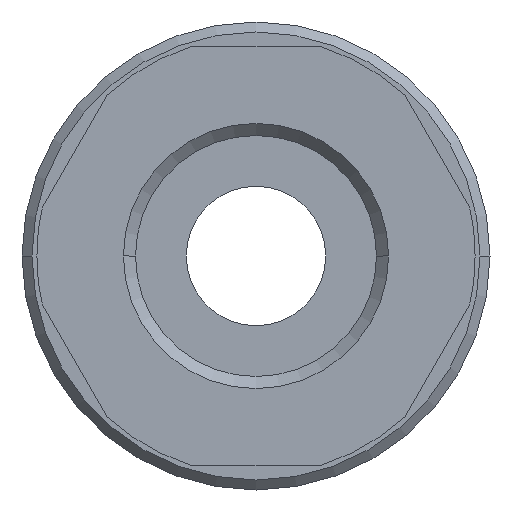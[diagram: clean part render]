
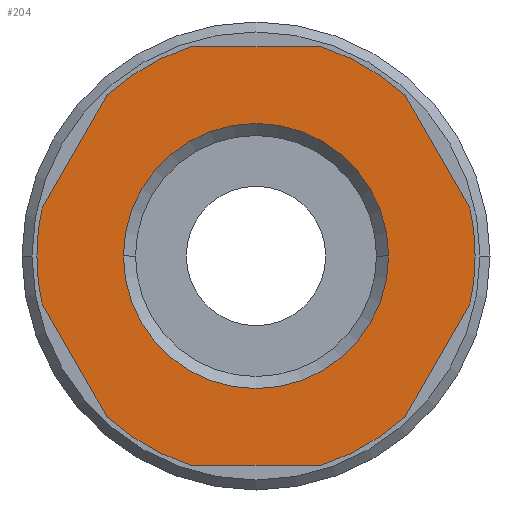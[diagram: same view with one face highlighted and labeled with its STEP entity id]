
A CAD part, front view. The second image highlights one B-rep face of the part: STEP entity #204.
In plain terms, the highlighted planar face has unit normal (0, -1, 0).
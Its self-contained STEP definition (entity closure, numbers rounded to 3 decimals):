
#204=ADVANCED_FACE('',(#462,#463),#464,.T.);
#462=FACE_BOUND('',#773,.T.);
#463=FACE_OUTER_BOUND('',#774,.T.);
#464=PLANE('',#775);
#773=EDGE_LOOP('',(#1295,#1296));
#774=EDGE_LOOP('',(#1297,#1298,#1299,#1300,#1301,#1302,#1303,#1304,#1305,#1306,#1307,#1308,#1309,#1310));
#775=AXIS2_PLACEMENT_3D('',#1311,#1312,#1313);
#1295=ORIENTED_EDGE('',*,*,#1776,.T.);
#1296=ORIENTED_EDGE('',*,*,#1951,.T.);
#1297=ORIENTED_EDGE('',*,*,#1952,.T.);
#1298=ORIENTED_EDGE('',*,*,#1859,.F.);
#1299=ORIENTED_EDGE('',*,*,#1821,.T.);
#1300=ORIENTED_EDGE('',*,*,#1917,.F.);
#1301=ORIENTED_EDGE('',*,*,#1953,.T.);
#1302=ORIENTED_EDGE('',*,*,#1794,.F.);
#1303=ORIENTED_EDGE('',*,*,#1954,.F.);
#1304=ORIENTED_EDGE('',*,*,#1830,.T.);
#1305=ORIENTED_EDGE('',*,*,#1955,.F.);
#1306=ORIENTED_EDGE('',*,*,#1889,.T.);
#1307=ORIENTED_EDGE('',*,*,#1956,.F.);
#1308=ORIENTED_EDGE('',*,*,#1835,.T.);
#1309=ORIENTED_EDGE('',*,*,#1936,.F.);
#1310=ORIENTED_EDGE('',*,*,#1957,.F.);
#1311=CARTESIAN_POINT('',(5.5,0.0,0.0));
#1312=DIRECTION('',(-0.0,-1.0,-0.0));
#1313=DIRECTION('',(-1.0,0.0,0.0));
#1776=EDGE_CURVE('',#2094,#2092,#2095,.T.);
#1794=EDGE_CURVE('',#2122,#2125,#2126,.T.);
#1821=EDGE_CURVE('',#2171,#2168,#2172,.T.);
#1830=EDGE_CURVE('',#2187,#2184,#2188,.T.);
#1835=EDGE_CURVE('',#2196,#2193,#2197,.T.);
#1859=EDGE_CURVE('',#2171,#2230,#2234,.T.);
#1889=EDGE_CURVE('',#2282,#2280,#2283,.T.);
#1917=EDGE_CURVE('',#2321,#2168,#2323,.T.);
#1936=EDGE_CURVE('',#2349,#2193,#2351,.T.);
#1951=EDGE_CURVE('',#2092,#2094,#2369,.T.);
#1952=EDGE_CURVE('',#2370,#2230,#2371,.T.);
#1953=EDGE_CURVE('',#2321,#2125,#2372,.T.);
#1954=EDGE_CURVE('',#2187,#2122,#2373,.T.);
#1955=EDGE_CURVE('',#2282,#2184,#2374,.T.);
#1956=EDGE_CURVE('',#2196,#2280,#2375,.T.);
#1957=EDGE_CURVE('',#2370,#2349,#2376,.T.);
#2092=VERTEX_POINT('',#2550);
#2094=VERTEX_POINT('',#2553);
#2095=CIRCLE('',#2554,6.655);
#2122=VERTEX_POINT('',#2595);
#2125=VERTEX_POINT('',#2599);
#2126=CIRCLE('',#2600,11.0);
#2168=VERTEX_POINT('',#2662);
#2171=VERTEX_POINT('',#2666);
#2172=LINE('',#2667,#2668);
#2184=VERTEX_POINT('',#2704);
#2187=VERTEX_POINT('',#2708);
#2188=LINE('',#2709,#2710);
#2193=VERTEX_POINT('',#2717);
#2196=VERTEX_POINT('',#2721);
#2197=LINE('',#2722,#2723);
#2230=VERTEX_POINT('',#2786);
#2234=CIRCLE('',#2791,11.0);
#2280=VERTEX_POINT('',#2888);
#2282=VERTEX_POINT('',#2891);
#2283=LINE('',#2892,#2893);
#2321=VERTEX_POINT('',#2970);
#2323=CIRCLE('',#2973,11.0);
#2349=VERTEX_POINT('',#3003);
#2351=CIRCLE('',#3006,11.0);
#2369=CIRCLE('',#3062,6.655);
#2370=VERTEX_POINT('',#3063);
#2371=LINE('',#3064,#3065);
#2372=LINE('',#3066,#3067);
#2373=CIRCLE('',#3068,11.0);
#2374=CIRCLE('',#3069,11.0);
#2375=CIRCLE('',#3070,11.0);
#2376=CIRCLE('',#3071,11.0);
#2550=CARTESIAN_POINT('',(6.655,0.0,0.));
#2553=CARTESIAN_POINT('',(-6.655,0.0,0.));
#2554=AXIS2_PLACEMENT_3D('',#3305,#3306,#3307);
#2595=CARTESIAN_POINT('',(11.0,0.0,0.));
#2599=CARTESIAN_POINT('',(10.733,0.0,-2.411));
#2600=AXIS2_PLACEMENT_3D('',#3336,#3337,#3338);
#2662=CARTESIAN_POINT('',(3.279,0.0,-10.5));
#2666=CARTESIAN_POINT('',(-3.279,0.0,-10.5));
#2667=CARTESIAN_POINT('',(2.75,0.0,-10.5));
#2668=VECTOR('',#3376,1.0);
#2704=CARTESIAN_POINT('',(7.454,0.0,8.089));
#2708=CARTESIAN_POINT('',(10.733,0.0,2.411));
#2709=CARTESIAN_POINT('',(9.781,0.0,4.059));
#2710=VECTOR('',#3383,1.0);
#2717=CARTESIAN_POINT('',(-10.733,0.0,2.411));
#2721=CARTESIAN_POINT('',(-7.454,0.0,8.089));
#2722=CARTESIAN_POINT('',(-8.406,0.0,6.441));
#2723=VECTOR('',#3387,1.0);
#2786=CARTESIAN_POINT('',(-7.454,0.0,-8.089));
#2791=AXIS2_PLACEMENT_3D('',#3418,#3419,#3420);
#2888=CARTESIAN_POINT('',(-3.279,0.0,10.5));
#2891=CARTESIAN_POINT('',(3.279,0.0,10.5));
#2892=CARTESIAN_POINT('',(2.75,0.0,10.5));
#2893=VECTOR('',#3465,1.0);
#2970=CARTESIAN_POINT('',(7.454,0.0,-8.089));
#2973=AXIS2_PLACEMENT_3D('',#3503,#3504,#3505);
#3003=CARTESIAN_POINT('',(-11.0,0.0,0.));
#3006=AXIS2_PLACEMENT_3D('',#3535,#3536,#3537);
#3062=AXIS2_PLACEMENT_3D('',#3549,#3550,#3551);
#3063=CARTESIAN_POINT('',(-10.733,0.0,-2.411));
#3064=CARTESIAN_POINT('',(-8.406,0.0,-6.441));
#3065=VECTOR('',#3552,1.0);
#3066=CARTESIAN_POINT('',(9.781,0.0,-4.059));
#3067=VECTOR('',#3553,1.0);
#3068=AXIS2_PLACEMENT_3D('',#3554,#3555,#3556);
#3069=AXIS2_PLACEMENT_3D('',#3557,#3558,#3559);
#3070=AXIS2_PLACEMENT_3D('',#3560,#3561,#3562);
#3071=AXIS2_PLACEMENT_3D('',#3563,#3564,#3565);
#3305=CARTESIAN_POINT('',(0.0,0.0,0.0));
#3306=DIRECTION('',(-0.0,1.0,0.0));
#3307=DIRECTION('',(1.0,0.0,0.0));
#3336=CARTESIAN_POINT('',(0.0,0.0,0.0));
#3337=DIRECTION('',(-0.0,1.0,0.0));
#3338=DIRECTION('',(1.0,0.0,0.0));
#3376=DIRECTION('',(1.0,-0.0,0.0));
#3383=DIRECTION('',(-0.5,0.0,0.866));
#3387=DIRECTION('',(-0.5,0.0,-0.866));
#3418=CARTESIAN_POINT('',(0.0,0.0,0.0));
#3419=DIRECTION('',(-0.0,1.0,0.0));
#3420=DIRECTION('',(1.0,0.0,0.0));
#3465=DIRECTION('',(-1.0,0.0,0.));
#3503=CARTESIAN_POINT('',(0.0,0.0,0.0));
#3504=DIRECTION('',(-0.0,1.0,0.0));
#3505=DIRECTION('',(1.0,0.0,0.0));
#3535=CARTESIAN_POINT('',(0.0,0.0,0.0));
#3536=DIRECTION('',(-0.0,1.0,0.0));
#3537=DIRECTION('',(1.0,0.0,0.0));
#3549=CARTESIAN_POINT('',(0.0,0.0,0.0));
#3550=DIRECTION('',(-0.0,1.0,0.0));
#3551=DIRECTION('',(1.0,0.0,0.0));
#3552=DIRECTION('',(0.5,0.0,-0.866));
#3553=DIRECTION('',(0.5,-0.0,0.866));
#3554=CARTESIAN_POINT('',(0.0,0.0,0.0));
#3555=DIRECTION('',(-0.0,1.0,0.0));
#3556=DIRECTION('',(1.0,0.0,0.0));
#3557=CARTESIAN_POINT('',(0.0,0.0,0.0));
#3558=DIRECTION('',(-0.0,1.0,0.0));
#3559=DIRECTION('',(1.0,0.0,0.0));
#3560=CARTESIAN_POINT('',(0.0,0.0,0.0));
#3561=DIRECTION('',(-0.0,1.0,0.0));
#3562=DIRECTION('',(1.0,0.0,0.0));
#3563=CARTESIAN_POINT('',(0.0,0.0,0.0));
#3564=DIRECTION('',(-0.0,1.0,0.0));
#3565=DIRECTION('',(1.0,0.0,0.0));
